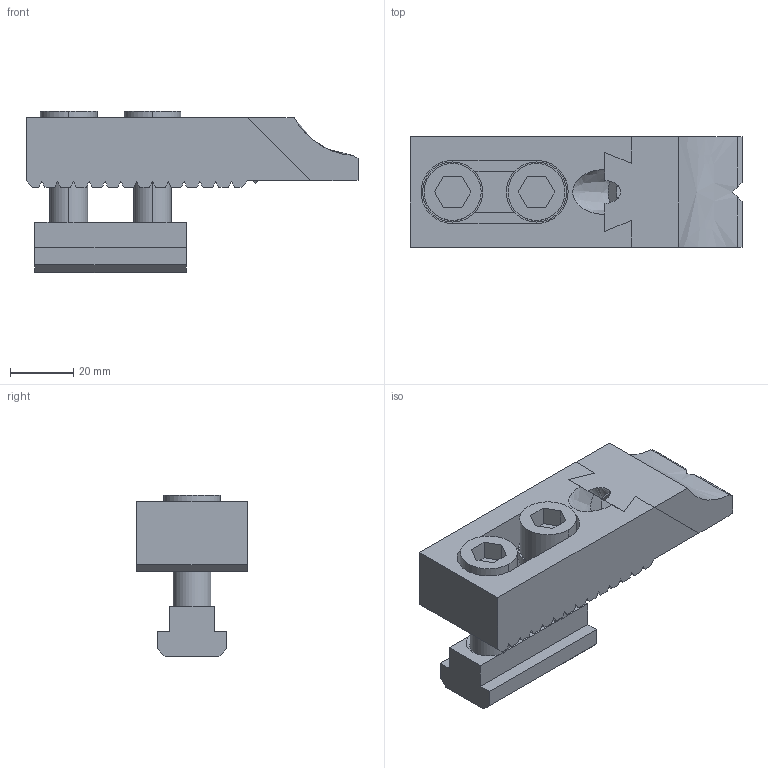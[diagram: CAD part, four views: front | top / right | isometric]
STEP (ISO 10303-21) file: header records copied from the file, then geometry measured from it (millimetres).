
FILE_DESCRIPTION (( 'STEP AP203' ), '1' );
FILE_NAME ('bj101-12122t.STEP', '2021-10-25T01:06:47', ( '' ), ( '' ), 'SwSTEP 2.0', 'SolidWorks 2020', '' );
FILE_SCHEMA (( 'CONFIG_CONTROL_DESIGN' ));
Length unit declared in the file: millimetre
Products named in the file (8): bj101-12122t_07; bj101-12122t_06; bj101-12122t_02; bj101-12122t_01; bj101-12122t_03; bj101-12122t_04; bj101-12122t_05; bj101-12122t
Assembly tree (7 placements, depth 2):
  bj101-12122t
    bj101-12122t_01
    bj101-12122t_02
    bj101-12122t_03
    bj101-12122t_04
    bj101-12122t_05
    bj101-12122t_06
    bj101-12122t_07
Bounding box: 105 x 35 x 51 mm (x, y, z)
Volume: 78384.2 mm3; surface area: 29584.3 mm2
Topology: 7 solids, 7 shells, 185 faces, 519 edges, 351 vertices
Faces by surface type: plane 145, cylinder 25, cone 8, bspline 7
Entity records: 7381 total; most frequent: CARTESIAN_POINT 1971, ORIENTED_EDGE 1038, DIRECTION 820, EDGE_CURVE 519, VERTEX_POINT 351, LINE 318, VECTOR 318, AXIS2_PLACEMENT_3D 251
